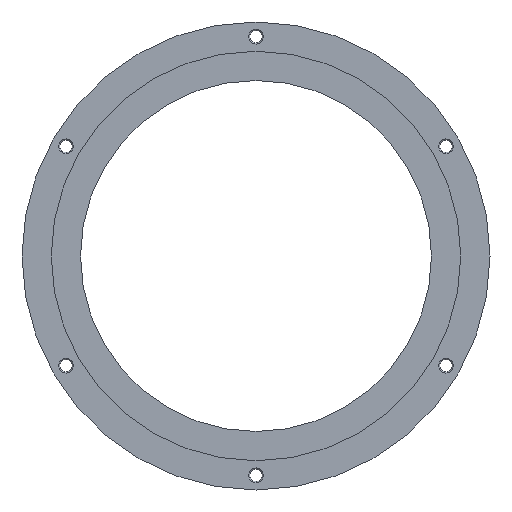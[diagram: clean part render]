
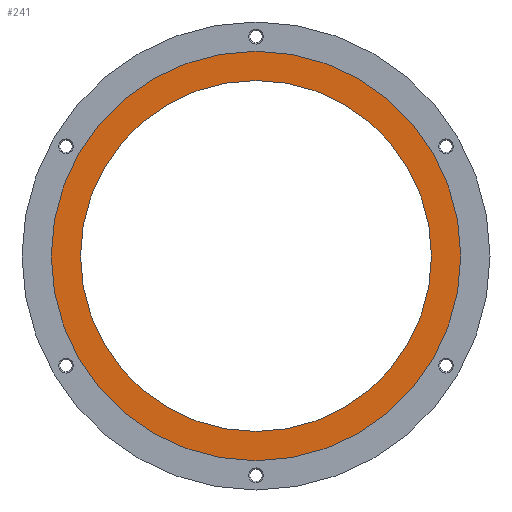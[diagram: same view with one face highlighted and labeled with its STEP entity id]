
A CAD part, front view. The second image highlights one B-rep face of the part: STEP entity #241.
In plain terms, the highlighted planar face has unit normal (0, -1, 0).
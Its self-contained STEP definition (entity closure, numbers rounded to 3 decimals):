
#70 = EDGE_CURVE ( 'NONE', #396, #351, #384, .T. ) ;
#109 = EDGE_LOOP ( 'NONE', ( #766, #875 ) ) ;
#143 = CIRCLE ( 'NONE', #852, 70. ) ;
#200 = AXIS2_PLACEMENT_3D ( 'NONE', #797, #594, #506 ) ;
#206 = EDGE_CURVE ( 'NONE', #351, #396, #250, .T. ) ;
#217 = EDGE_CURVE ( 'NONE', #1125, #477, #143, .T. ) ;
#236 = DIRECTION ( 'NONE',  ( 0., 0., -1. ) ) ;
#241 = ADVANCED_FACE ( 'NONE', ( #307, #787 ), #414, .F. ) ;
#250 = CIRCLE ( 'NONE', #648, 60. ) ;
#307 = FACE_BOUND ( 'NONE', #109, .T. ) ;
#351 = VERTEX_POINT ( 'NONE', #711 ) ;
#384 = CIRCLE ( 'NONE', #589, 60. ) ;
#385 = CARTESIAN_POINT ( 'NONE',  ( 0., 10., 60. ) ) ;
#396 = VERTEX_POINT ( 'NONE', #385 ) ;
#400 = DIRECTION ( 'NONE',  ( 0., 0., -1. ) ) ;
#414 = PLANE ( 'NONE',  #200 ) ;
#420 = CARTESIAN_POINT ( 'NONE',  ( 0., 10., 0. ) ) ;
#477 = VERTEX_POINT ( 'NONE', #571 ) ;
#506 = DIRECTION ( 'NONE',  ( 0., 0., 1. ) ) ;
#519 = DIRECTION ( 'NONE',  ( 0., 0., -1. ) ) ;
#550 = ORIENTED_EDGE ( 'NONE', *, *, #217, .T. ) ;
#571 = CARTESIAN_POINT ( 'NONE',  ( 0., 10., 70. ) ) ;
#585 = EDGE_CURVE ( 'NONE', #477, #1125, #637, .T. ) ;
#589 = AXIS2_PLACEMENT_3D ( 'NONE', #1154, #668, #848 ) ;
#594 = DIRECTION ( 'NONE',  ( 0., 1., 0. ) ) ;
#637 = CIRCLE ( 'NONE', #939, 70. ) ;
#648 = AXIS2_PLACEMENT_3D ( 'NONE', #1098, #1102, #519 ) ;
#668 = DIRECTION ( 'NONE',  ( 0., -1., 0. ) ) ;
#711 = CARTESIAN_POINT ( 'NONE',  ( 0., 10., -60. ) ) ;
#766 = ORIENTED_EDGE ( 'NONE', *, *, #206, .F. ) ;
#787 = FACE_OUTER_BOUND ( 'NONE', #1062, .T. ) ;
#789 = CARTESIAN_POINT ( 'NONE',  ( 0., 10., 0. ) ) ;
#797 = CARTESIAN_POINT ( 'NONE',  ( 0., 10., 0. ) ) ;
#848 = DIRECTION ( 'NONE',  ( 0., 0., -1. ) ) ;
#852 = AXIS2_PLACEMENT_3D ( 'NONE', #420, #1193, #236 ) ;
#875 = ORIENTED_EDGE ( 'NONE', *, *, #70, .F. ) ;
#877 = DIRECTION ( 'NONE',  ( 0., -1., 0. ) ) ;
#891 = CARTESIAN_POINT ( 'NONE',  ( 0., 10., -70. ) ) ;
#939 = AXIS2_PLACEMENT_3D ( 'NONE', #789, #877, #400 ) ;
#990 = ORIENTED_EDGE ( 'NONE', *, *, #585, .T. ) ;
#1062 = EDGE_LOOP ( 'NONE', ( #550, #990 ) ) ;
#1098 = CARTESIAN_POINT ( 'NONE',  ( 0., 10., 0. ) ) ;
#1102 = DIRECTION ( 'NONE',  ( 0., -1., 0. ) ) ;
#1125 = VERTEX_POINT ( 'NONE', #891 ) ;
#1154 = CARTESIAN_POINT ( 'NONE',  ( 0., 10., 0. ) ) ;
#1193 = DIRECTION ( 'NONE',  ( 0., -1., 0. ) ) ;
